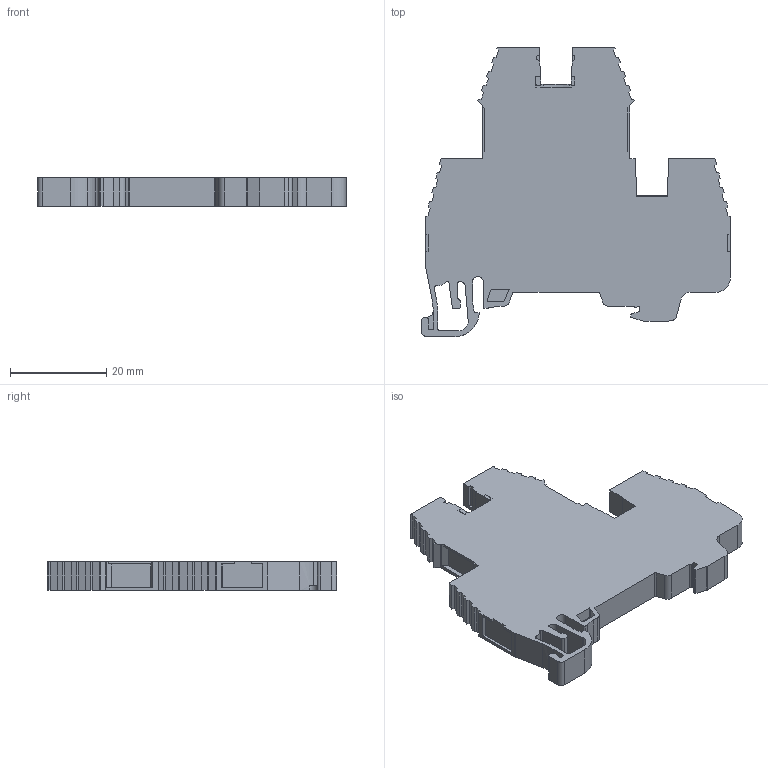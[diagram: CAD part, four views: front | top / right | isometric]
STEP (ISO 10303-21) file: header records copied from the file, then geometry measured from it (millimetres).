
FILE_DESCRIPTION (( 'STEP AP214' ), '1' );
FILE_NAME ('319109_PIK 4N_Grey.STP', '2013-11-12T11:43:11', ( 'arge' ), ( 'Microsoft' ), 'SwSTEP 2.0', 'SolidWorks 2013', '' );
FILE_SCHEMA (( 'AUTOMOTIVE_DESIGN' ));
Length unit declared in the file: millimetre
Products named in the file (1): 319109_PIK 4N_Grey
Bounding box: 64.03 x 60 x 6 mm (x, y, z)
Volume: 14127 mm3; surface area: 7031.7 mm2
Topology: 1 solids, 1 shells, 295 faces, 867 edges, 580 vertices
Faces by surface type: plane 236, cylinder 59
Entity records: 9767 total; most frequent: CARTESIAN_POINT 1743, ORIENTED_EDGE 1734, DIRECTION 1579, EDGE_CURVE 867, VECTOR 747, LINE 747, VERTEX_POINT 580, AXIS2_PLACEMENT_3D 416
